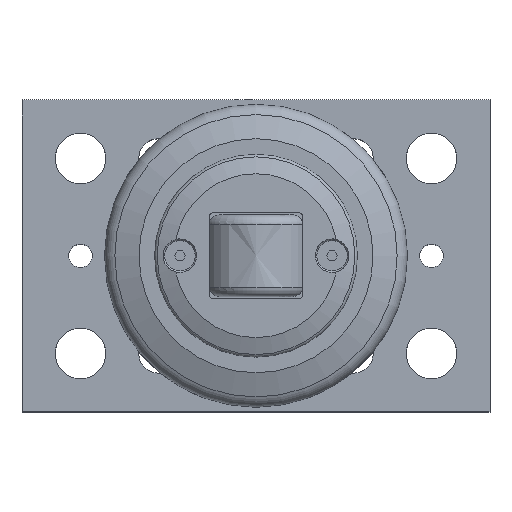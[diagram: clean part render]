
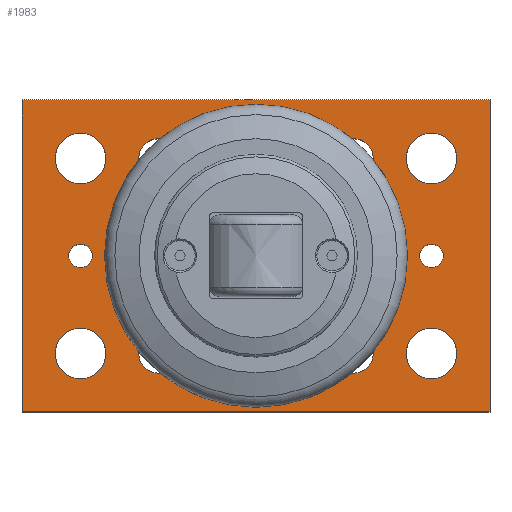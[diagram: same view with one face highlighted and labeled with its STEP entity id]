
A CAD part, top view. The second image highlights one B-rep face of the part: STEP entity #1983.
In plain terms, the highlighted planar face has unit normal (0, 0, 1).
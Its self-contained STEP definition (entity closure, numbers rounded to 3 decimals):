
#39=FACE_BOUND('',#302,.T.);
#40=FACE_BOUND('',#303,.T.);
#41=FACE_BOUND('',#304,.T.);
#42=FACE_BOUND('',#305,.T.);
#43=FACE_BOUND('',#306,.T.);
#44=FACE_BOUND('',#307,.T.);
#45=FACE_BOUND('',#308,.T.);
#46=FACE_BOUND('',#309,.T.);
#47=FACE_BOUND('',#310,.T.);
#48=FACE_BOUND('',#311,.T.);
#49=FACE_BOUND('',#312,.T.);
#105=PLANE('',#2178);
#190=FACE_OUTER_BOUND('',#301,.T.);
#301=EDGE_LOOP('',(#1605,#1606,#1607,#1608));
#302=EDGE_LOOP('',(#1609));
#303=EDGE_LOOP('',(#1610,#1611));
#304=EDGE_LOOP('',(#1612,#1613));
#305=EDGE_LOOP('',(#1614,#1615));
#306=EDGE_LOOP('',(#1616,#1617));
#307=EDGE_LOOP('',(#1618));
#308=EDGE_LOOP('',(#1619));
#309=EDGE_LOOP('',(#1620));
#310=EDGE_LOOP('',(#1621));
#311=EDGE_LOOP('',(#1622));
#312=EDGE_LOOP('',(#1623));
#476=LINE('',#3284,#620);
#477=LINE('',#3286,#621);
#478=LINE('',#3288,#622);
#479=LINE('',#3289,#623);
#620=VECTOR('',#2634,10.);
#621=VECTOR('',#2635,10.);
#622=VECTOR('',#2636,10.);
#623=VECTOR('',#2637,10.);
#740=CIRCLE('',#2179,26.5);
#741=CIRCLE('',#2180,5.053);
#742=CIRCLE('',#2181,5.053);
#743=CIRCLE('',#2182,5.053);
#744=CIRCLE('',#2183,5.053);
#745=CIRCLE('',#2184,5.053);
#746=CIRCLE('',#2185,5.053);
#747=CIRCLE('',#2186,5.053);
#748=CIRCLE('',#2187,5.053);
#749=CIRCLE('',#2188,6.5);
#750=CIRCLE('',#2189,6.5);
#751=CIRCLE('',#2190,6.5);
#752=CIRCLE('',#2191,6.5);
#753=CIRCLE('',#2192,3.);
#754=CIRCLE('',#2193,3.);
#919=VERTEX_POINT('',#3282);
#920=VERTEX_POINT('',#3283);
#921=VERTEX_POINT('',#3285);
#922=VERTEX_POINT('',#3287);
#923=VERTEX_POINT('',#3290);
#924=VERTEX_POINT('',#3292);
#925=VERTEX_POINT('',#3293);
#926=VERTEX_POINT('',#3296);
#927=VERTEX_POINT('',#3297);
#928=VERTEX_POINT('',#3300);
#929=VERTEX_POINT('',#3301);
#930=VERTEX_POINT('',#3304);
#931=VERTEX_POINT('',#3305);
#932=VERTEX_POINT('',#3308);
#933=VERTEX_POINT('',#3310);
#934=VERTEX_POINT('',#3312);
#935=VERTEX_POINT('',#3314);
#936=VERTEX_POINT('',#3316);
#937=VERTEX_POINT('',#3318);
#1170=EDGE_CURVE('',#919,#920,#476,.T.);
#1171=EDGE_CURVE('',#921,#919,#477,.T.);
#1172=EDGE_CURVE('',#922,#921,#478,.T.);
#1173=EDGE_CURVE('',#920,#922,#479,.T.);
#1174=EDGE_CURVE('',#923,#923,#740,.T.);
#1175=EDGE_CURVE('',#924,#925,#741,.T.);
#1176=EDGE_CURVE('',#925,#924,#742,.T.);
#1177=EDGE_CURVE('',#926,#927,#743,.T.);
#1178=EDGE_CURVE('',#927,#926,#744,.T.);
#1179=EDGE_CURVE('',#928,#929,#745,.T.);
#1180=EDGE_CURVE('',#929,#928,#746,.T.);
#1181=EDGE_CURVE('',#930,#931,#747,.T.);
#1182=EDGE_CURVE('',#931,#930,#748,.T.);
#1183=EDGE_CURVE('',#932,#932,#749,.T.);
#1184=EDGE_CURVE('',#933,#933,#750,.T.);
#1185=EDGE_CURVE('',#934,#934,#751,.T.);
#1186=EDGE_CURVE('',#935,#935,#752,.T.);
#1187=EDGE_CURVE('',#936,#936,#753,.T.);
#1188=EDGE_CURVE('',#937,#937,#754,.T.);
#1605=ORIENTED_EDGE('',*,*,#1170,.F.);
#1606=ORIENTED_EDGE('',*,*,#1171,.F.);
#1607=ORIENTED_EDGE('',*,*,#1172,.F.);
#1608=ORIENTED_EDGE('',*,*,#1173,.F.);
#1609=ORIENTED_EDGE('',*,*,#1174,.T.);
#1610=ORIENTED_EDGE('',*,*,#1175,.T.);
#1611=ORIENTED_EDGE('',*,*,#1176,.T.);
#1612=ORIENTED_EDGE('',*,*,#1177,.T.);
#1613=ORIENTED_EDGE('',*,*,#1178,.T.);
#1614=ORIENTED_EDGE('',*,*,#1179,.T.);
#1615=ORIENTED_EDGE('',*,*,#1180,.T.);
#1616=ORIENTED_EDGE('',*,*,#1181,.T.);
#1617=ORIENTED_EDGE('',*,*,#1182,.T.);
#1618=ORIENTED_EDGE('',*,*,#1183,.T.);
#1619=ORIENTED_EDGE('',*,*,#1184,.T.);
#1620=ORIENTED_EDGE('',*,*,#1185,.T.);
#1621=ORIENTED_EDGE('',*,*,#1186,.T.);
#1622=ORIENTED_EDGE('',*,*,#1187,.T.);
#1623=ORIENTED_EDGE('',*,*,#1188,.T.);
#1983=ADVANCED_FACE('',(#190,#39,#40,#41,#42,#43,#44,#45,#46,#47,#48,#49),
#105,.T.);
#2178=AXIS2_PLACEMENT_3D('',#3281,#2632,#2633);
#2179=AXIS2_PLACEMENT_3D('',#3291,#2638,#2639);
#2180=AXIS2_PLACEMENT_3D('',#3294,#2640,#2641);
#2181=AXIS2_PLACEMENT_3D('',#3295,#2642,#2643);
#2182=AXIS2_PLACEMENT_3D('',#3298,#2644,#2645);
#2183=AXIS2_PLACEMENT_3D('',#3299,#2646,#2647);
#2184=AXIS2_PLACEMENT_3D('',#3302,#2648,#2649);
#2185=AXIS2_PLACEMENT_3D('',#3303,#2650,#2651);
#2186=AXIS2_PLACEMENT_3D('',#3306,#2652,#2653);
#2187=AXIS2_PLACEMENT_3D('',#3307,#2654,#2655);
#2188=AXIS2_PLACEMENT_3D('',#3309,#2656,#2657);
#2189=AXIS2_PLACEMENT_3D('',#3311,#2658,#2659);
#2190=AXIS2_PLACEMENT_3D('',#3313,#2660,#2661);
#2191=AXIS2_PLACEMENT_3D('',#3315,#2662,#2663);
#2192=AXIS2_PLACEMENT_3D('',#3317,#2664,#2665);
#2193=AXIS2_PLACEMENT_3D('',#3319,#2666,#2667);
#2632=DIRECTION('center_axis',(0.,0.,1.));
#2633=DIRECTION('ref_axis',(1.,0.,0.));
#2634=DIRECTION('',(0.,1.,0.));
#2635=DIRECTION('',(-1.,0.,0.));
#2636=DIRECTION('',(0.,-1.,0.));
#2637=DIRECTION('',(1.,0.,0.));
#2638=DIRECTION('center_axis',(0.,0.,-1.));
#2639=DIRECTION('ref_axis',(-1.,0.,0.));
#2640=DIRECTION('center_axis',(0.,0.,-1.));
#2641=DIRECTION('ref_axis',(1.,0.,0.));
#2642=DIRECTION('center_axis',(0.,0.,-1.));
#2643=DIRECTION('ref_axis',(1.,0.,0.));
#2644=DIRECTION('center_axis',(0.,0.,-1.));
#2645=DIRECTION('ref_axis',(1.,0.,0.));
#2646=DIRECTION('center_axis',(0.,0.,-1.));
#2647=DIRECTION('ref_axis',(1.,0.,0.));
#2648=DIRECTION('center_axis',(0.,0.,-1.));
#2649=DIRECTION('ref_axis',(1.,0.,0.));
#2650=DIRECTION('center_axis',(0.,0.,-1.));
#2651=DIRECTION('ref_axis',(1.,0.,0.));
#2652=DIRECTION('center_axis',(0.,0.,-1.));
#2653=DIRECTION('ref_axis',(1.,0.,0.));
#2654=DIRECTION('center_axis',(0.,0.,-1.));
#2655=DIRECTION('ref_axis',(1.,0.,0.));
#2656=DIRECTION('center_axis',(0.,0.,-1.));
#2657=DIRECTION('ref_axis',(-1.,0.,0.));
#2658=DIRECTION('center_axis',(0.,0.,-1.));
#2659=DIRECTION('ref_axis',(-1.,0.,0.));
#2660=DIRECTION('center_axis',(0.,0.,-1.));
#2661=DIRECTION('ref_axis',(-1.,0.,0.));
#2662=DIRECTION('center_axis',(0.,0.,-1.));
#2663=DIRECTION('ref_axis',(-1.,0.,0.));
#2664=DIRECTION('center_axis',(0.,0.,-1.));
#2665=DIRECTION('ref_axis',(-1.,0.,0.));
#2666=DIRECTION('center_axis',(0.,0.,-1.));
#2667=DIRECTION('ref_axis',(-1.,0.,0.));
#3281=CARTESIAN_POINT('Origin',(60.,40.,15.));
#3282=CARTESIAN_POINT('',(0.,0.,15.));
#3283=CARTESIAN_POINT('',(0.,80.,15.));
#3284=CARTESIAN_POINT('',(0.,80.,15.));
#3285=CARTESIAN_POINT('',(120.,0.,15.));
#3286=CARTESIAN_POINT('',(0.,0.,15.));
#3287=CARTESIAN_POINT('',(120.,80.,15.));
#3288=CARTESIAN_POINT('',(120.,0.,15.));
#3289=CARTESIAN_POINT('',(120.,80.,15.));
#3290=CARTESIAN_POINT('',(86.5,40.,15.));
#3291=CARTESIAN_POINT('Origin',(60.,40.,15.));
#3292=CARTESIAN_POINT('',(40.053,15.,15.));
#3293=CARTESIAN_POINT('',(29.947,15.,15.));
#3294=CARTESIAN_POINT('Origin',(35.,15.,15.));
#3295=CARTESIAN_POINT('Origin',(35.,15.,15.));
#3296=CARTESIAN_POINT('',(90.053,15.,15.));
#3297=CARTESIAN_POINT('',(79.947,15.,15.));
#3298=CARTESIAN_POINT('Origin',(85.,15.,15.));
#3299=CARTESIAN_POINT('Origin',(85.,15.,15.));
#3300=CARTESIAN_POINT('',(90.053,65.,15.));
#3301=CARTESIAN_POINT('',(79.947,65.,15.));
#3302=CARTESIAN_POINT('Origin',(85.,65.,15.));
#3303=CARTESIAN_POINT('Origin',(85.,65.,15.));
#3304=CARTESIAN_POINT('',(40.053,65.,15.));
#3305=CARTESIAN_POINT('',(29.947,65.,15.));
#3306=CARTESIAN_POINT('Origin',(35.,65.,15.));
#3307=CARTESIAN_POINT('Origin',(35.,65.,15.));
#3308=CARTESIAN_POINT('',(21.5,15.,15.));
#3309=CARTESIAN_POINT('Origin',(15.,15.,15.));
#3310=CARTESIAN_POINT('',(21.5,65.,15.));
#3311=CARTESIAN_POINT('Origin',(15.,65.,15.));
#3312=CARTESIAN_POINT('',(111.5,15.,15.));
#3313=CARTESIAN_POINT('Origin',(105.,15.,15.));
#3314=CARTESIAN_POINT('',(111.5,65.,15.));
#3315=CARTESIAN_POINT('Origin',(105.,65.,15.));
#3316=CARTESIAN_POINT('',(108.,40.,15.));
#3317=CARTESIAN_POINT('Origin',(105.,40.,15.));
#3318=CARTESIAN_POINT('',(18.,40.,15.));
#3319=CARTESIAN_POINT('Origin',(15.,40.,15.));
